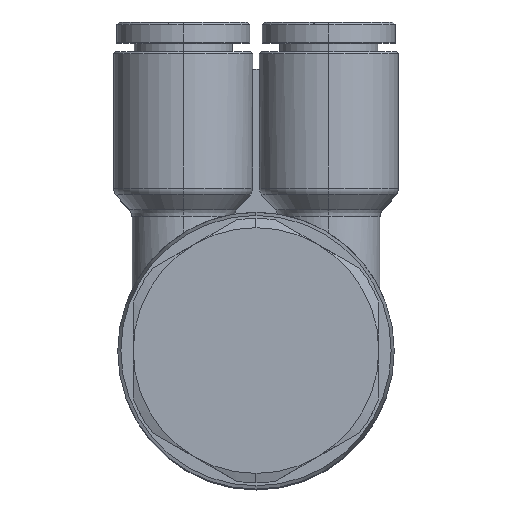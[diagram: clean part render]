
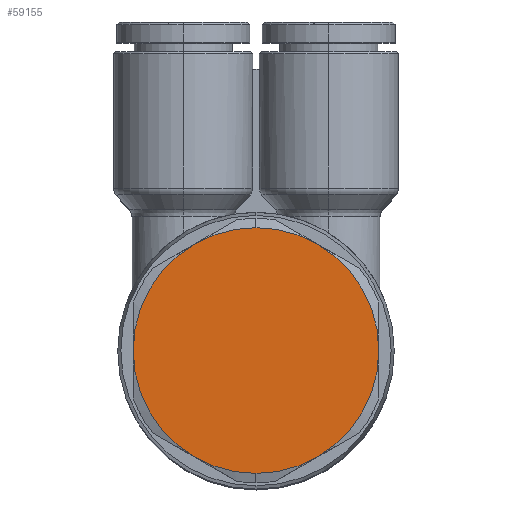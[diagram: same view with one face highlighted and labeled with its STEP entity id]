
A CAD part, top view. The second image highlights one B-rep face of the part: STEP entity #59155.
In plain terms, the highlighted planar face has unit normal (0, 0, 1).
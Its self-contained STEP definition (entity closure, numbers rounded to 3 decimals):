
#3363=CARTESIAN_POINT('',(-3.5,7.1,16.0));
#3364=VERTEX_POINT('',#3363);
#3372=CARTESIAN_POINT('',(-1.892,1.1,16.));
#3373=VERTEX_POINT('',#3372);
#3387=CARTESIAN_POINT('',(8.5,7.1,16.));
#3388=DIRECTION('',(0.0,0.0,1.0));
#3389=DIRECTION('',(-1.0,0.0,0.0));
#3390=AXIS2_PLACEMENT_3D('',#3387,#3388,#3389);
#3391=CIRCLE('',#3390,12.);
#3392=EDGE_CURVE('',#3364,#3373,#3391,.T.);
#3402=CARTESIAN_POINT('',(20.5,7.1,16.));
#3403=VERTEX_POINT('',#3402);
#3410=CARTESIAN_POINT('',(18.892,1.1,16.));
#3411=VERTEX_POINT('',#3410);
#3412=CARTESIAN_POINT('',(8.5,7.1,16.));
#3413=DIRECTION('',(0.0,0.0,1.0));
#3414=DIRECTION('',(-1.0,0.0,0.0));
#3415=AXIS2_PLACEMENT_3D('',#3412,#3413,#3414);
#3416=CIRCLE('',#3415,12.);
#3417=EDGE_CURVE('',#3411,#3403,#3416,.T.);
#58485=CARTESIAN_POINT('',(8.5,-4.9,16.));
#58486=VERTEX_POINT('',#58485);
#58522=CARTESIAN_POINT('',(8.5,7.1,16.));
#58523=DIRECTION('',(0.0,0.0,1.0));
#58524=DIRECTION('',(-1.0,0.0,0.0));
#58525=AXIS2_PLACEMENT_3D('',#58522,#58523,#58524);
#58526=CIRCLE('',#58525,12.);
#58527=EDGE_CURVE('',#58486,#3411,#58526,.T.);
#58574=CARTESIAN_POINT('',(8.5,7.1,16.));
#58575=DIRECTION('',(0.0,0.0,1.0));
#58576=DIRECTION('',(-1.0,0.0,0.0));
#58577=AXIS2_PLACEMENT_3D('',#58574,#58575,#58576);
#58578=CIRCLE('',#58577,12.);
#58579=EDGE_CURVE('',#3373,#58486,#58578,.T.);
#58599=CARTESIAN_POINT('',(18.892,13.1,16.));
#58600=VERTEX_POINT('',#58599);
#58614=CARTESIAN_POINT('',(8.5,7.1,16.));
#58615=DIRECTION('',(0.0,0.0,1.0));
#58616=DIRECTION('',(-1.0,0.0,0.0));
#58617=AXIS2_PLACEMENT_3D('',#58614,#58615,#58616);
#58618=CIRCLE('',#58617,12.);
#58619=EDGE_CURVE('',#3403,#58600,#58618,.T.);
#58653=CARTESIAN_POINT('',(8.5,19.1,16.));
#58654=VERTEX_POINT('',#58653);
#58668=CARTESIAN_POINT('',(8.5,7.1,16.));
#58669=DIRECTION('',(0.0,0.0,1.0));
#58670=DIRECTION('',(-1.0,0.0,0.0));
#58671=AXIS2_PLACEMENT_3D('',#58668,#58669,#58670);
#58672=CIRCLE('',#58671,12.);
#58673=EDGE_CURVE('',#58600,#58654,#58672,.T.);
#58683=CARTESIAN_POINT('',(-1.892,13.1,16.));
#58684=VERTEX_POINT('',#58683);
#58700=CARTESIAN_POINT('',(8.5,7.1,16.));
#58701=DIRECTION('',(0.0,0.0,1.0));
#58702=DIRECTION('',(-1.0,0.0,0.0));
#58703=AXIS2_PLACEMENT_3D('',#58700,#58701,#58702);
#58704=CIRCLE('',#58703,12.);
#58705=EDGE_CURVE('',#58654,#58684,#58704,.T.);
#58738=CARTESIAN_POINT('',(8.5,7.1,16.));
#58739=DIRECTION('',(0.0,0.0,1.0));
#58740=DIRECTION('',(-1.0,0.0,0.0));
#58741=AXIS2_PLACEMENT_3D('',#58738,#58739,#58740);
#58742=CIRCLE('',#58741,12.);
#58743=EDGE_CURVE('',#58684,#3364,#58742,.T.);
#59140=CARTESIAN_POINT('',(3.05,7.1,16.));
#59141=DIRECTION('',(0.0,0.0,1.0));
#59142=DIRECTION('',(-1.0,0.0,0.0));
#59143=AXIS2_PLACEMENT_3D('',#59140,#59141,#59142);
#59144=PLANE('',#59143);
#59145=ORIENTED_EDGE('',*,*,#3417,.T.);
#59146=ORIENTED_EDGE('',*,*,#58619,.T.);
#59147=ORIENTED_EDGE('',*,*,#58673,.T.);
#59148=ORIENTED_EDGE('',*,*,#58705,.T.);
#59149=ORIENTED_EDGE('',*,*,#58743,.T.);
#59150=ORIENTED_EDGE('',*,*,#3392,.T.);
#59151=ORIENTED_EDGE('',*,*,#58579,.T.);
#59152=ORIENTED_EDGE('',*,*,#58527,.T.);
#59153=EDGE_LOOP('',(#59145,#59146,#59147,#59148,#59149,#59150,#59151,#59152));
#59154=FACE_OUTER_BOUND('',#59153,.T.);
#59155=ADVANCED_FACE('',(#59154),#59144,.T.);
